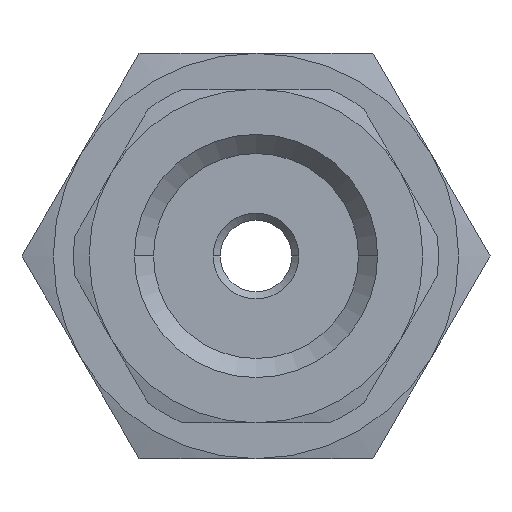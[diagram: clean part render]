
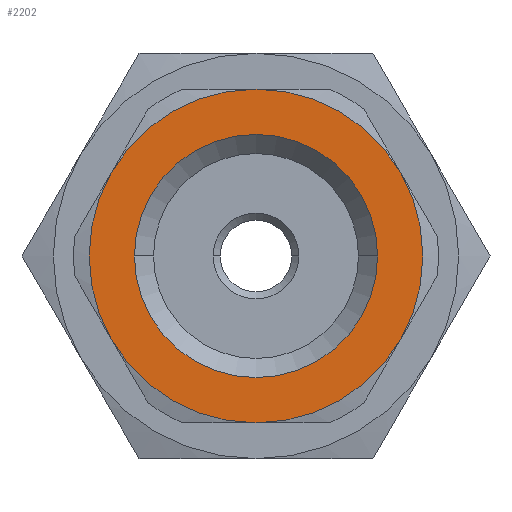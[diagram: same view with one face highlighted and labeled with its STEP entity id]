
A CAD part, left-side view. The second image highlights one B-rep face of the part: STEP entity #2202.
In plain terms, the highlighted planar face has unit normal (-1, 0, 0).
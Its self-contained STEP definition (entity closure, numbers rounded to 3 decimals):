
#1=CARTESIAN_POINT('',(0.,0.,
7.));
#101=CARTESIAN_POINT('',(0.,-6.062,
-3.5));
#748=CARTESIAN_POINT('',(0.,0.,0.));
#749=DIRECTION('',(1.,0.,0.));
#750=DIRECTION('',(0.,0.,1.));
#751=AXIS2_PLACEMENT_3D('',#748,#749,#750);
#753=CARTESIAN_POINT('',(0.,0.,0.));
#754=DIRECTION('',(1.,0.,0.));
#755=DIRECTION('',(0.,-0.866,0.5));
#756=AXIS2_PLACEMENT_3D('',#753,#754,#755);
#758=CARTESIAN_POINT('',(0.,0.,0.));
#759=DIRECTION('',(1.,0.,0.));
#760=DIRECTION('',(0.,-0.866,-0.5));
#761=AXIS2_PLACEMENT_3D('',#758,#759,#760);
#763=CARTESIAN_POINT('',(0.,0.,0.));
#764=DIRECTION('',(1.,0.,0.));
#765=DIRECTION('',(0.,0.,-1.));
#766=AXIS2_PLACEMENT_3D('',#763,#764,#765);
#768=CARTESIAN_POINT('',(0.,0.,0.));
#769=DIRECTION('',(1.,0.,0.));
#770=DIRECTION('',(0.,0.866,-0.5));
#771=AXIS2_PLACEMENT_3D('',#768,#769,#770);
#773=CARTESIAN_POINT('',(0.,0.,0.));
#774=DIRECTION('',(1.,0.,0.));
#775=DIRECTION('',(0.,0.866,0.5));
#776=AXIS2_PLACEMENT_3D('',#773,#774,#775);
#778=CARTESIAN_POINT('',(0.,0.,0.));
#779=DIRECTION('',(1.,0.,0.));
#780=DIRECTION('',(0.,1.,0.));
#781=AXIS2_PLACEMENT_3D('',#778,#779,#780);
#783=CARTESIAN_POINT('',(0.,0.,0.));
#784=DIRECTION('',(1.,0.,0.));
#785=DIRECTION('',(0.,-1.,0.));
#786=AXIS2_PLACEMENT_3D('',#783,#784,#785);
#792=CARTESIAN_POINT('',(0.,6.062,3.5));
#825=CARTESIAN_POINT('',(0.,0.,
-7.));
#860=CARTESIAN_POINT('',(0.,6.062,
-3.5));
#905=CARTESIAN_POINT('',(0.,-6.062,
3.5));
#979=VERTEX_POINT('',#1);
#983=VERTEX_POINT('',#905);
#986=VERTEX_POINT('',#101);
#989=VERTEX_POINT('',#825);
#992=VERTEX_POINT('',#860);
#995=VERTEX_POINT('',#792);
#1005=CARTESIAN_POINT('',(0.,5.1,0.));
#1006=CARTESIAN_POINT('',(0.,-5.1,0.));
#1007=VERTEX_POINT('',#1005);
#1008=VERTEX_POINT('',#1006);
#2181=CARTESIAN_POINT('',(0.,0.,0.));
#2182=DIRECTION('',(-1.,0.,0.));
#2183=DIRECTION('',(0.,0.,1.));
#2184=AXIS2_PLACEMENT_3D('',#2181,#2182,#2183);
#2185=PLANE('',#2184);
#2186=ORIENTED_EDGE('',*,*,#1147,.T.);
#2187=ORIENTED_EDGE('',*,*,#1163,.T.);
#2188=ORIENTED_EDGE('',*,*,#1179,.T.);
#2190=ORIENTED_EDGE('',*,*,#2189,.T.);
#2192=ORIENTED_EDGE('',*,*,#2191,.T.);
#2194=ORIENTED_EDGE('',*,*,#2193,.T.);
#2195=EDGE_LOOP('',(#2186,#2187,#2188,#2190,#2192,#2194));
#2196=FACE_OUTER_BOUND('',#2195,.F.);
#2197=ORIENTED_EDGE('',*,*,#2171,.F.);
#2199=ORIENTED_EDGE('',*,*,#2198,.F.);
#2200=EDGE_LOOP('',(#2197,#2199));
#2201=FACE_BOUND('',#2200,.F.);
#2202=ADVANCED_FACE('',(#2196,#2201),#2185,.T.);
#752=CIRCLE('',#751,7.);
#757=CIRCLE('',#756,7.);
#762=CIRCLE('',#761,7.);
#767=CIRCLE('',#766,7.);
#772=CIRCLE('',#771,7.);
#777=CIRCLE('',#776,7.);
#782=CIRCLE('',#781,5.1);
#787=CIRCLE('',#786,5.1);
#1147=EDGE_CURVE('',#979,#983,#752,.T.);
#1163=EDGE_CURVE('',#983,#986,#757,.T.);
#1179=EDGE_CURVE('',#986,#989,#762,.T.);
#2171=EDGE_CURVE('',#1007,#1008,#782,.T.);
#2189=EDGE_CURVE('',#989,#992,#767,.T.);
#2191=EDGE_CURVE('',#992,#995,#772,.T.);
#2193=EDGE_CURVE('',#995,#979,#777,.T.);
#2198=EDGE_CURVE('',#1008,#1007,#787,.T.);
